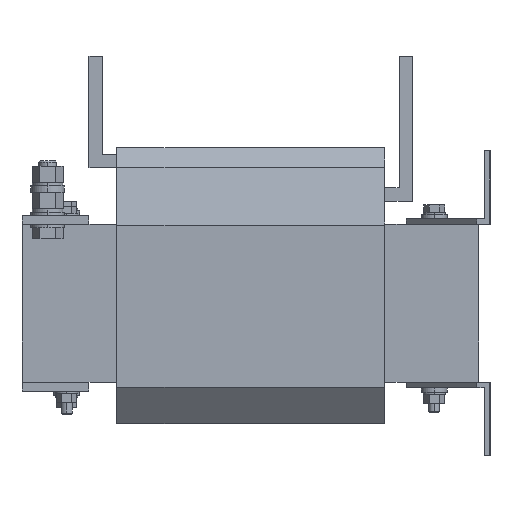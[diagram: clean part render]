
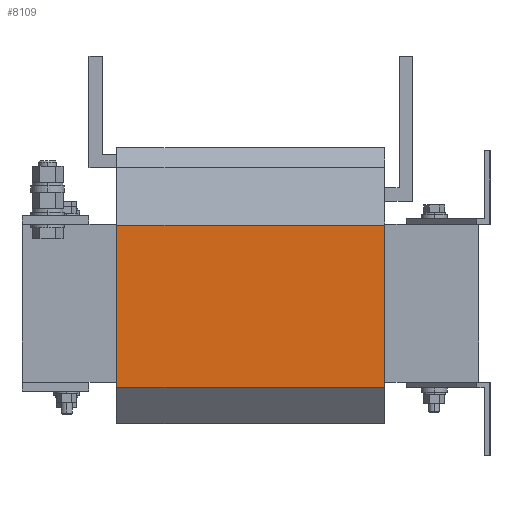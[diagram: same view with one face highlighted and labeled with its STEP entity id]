
A CAD part, left-side view. The second image highlights one B-rep face of the part: STEP entity #8109.
In plain terms, the highlighted planar face has unit normal (-1, 0, 0).
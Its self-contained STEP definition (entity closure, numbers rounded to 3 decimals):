
#308 = LINE ( 'NONE', #10345, #13651 ) ;
#335 = CARTESIAN_POINT ( 'NONE',  ( -224.55, -120., -66.75 ) ) ;
#2179 = CARTESIAN_POINT ( 'NONE',  ( -224.55, -120., 70.155 ) ) ;
#3645 = CARTESIAN_POINT ( 'NONE',  ( -224.55, 120., -75.203 ) ) ;
#4130 = CARTESIAN_POINT ( 'NONE',  ( -224.55, 120., -66.75 ) ) ;
#5251 = DIRECTION ( 'NONE',  ( 0., 0., 1. ) ) ;
#5263 = LINE ( 'NONE', #10353, #15631 ) ;
#5307 = CARTESIAN_POINT ( 'NONE',  ( -224.55, -120., -75.203 ) ) ;
#5935 = AXIS2_PLACEMENT_3D ( 'NONE', #4130, #6920, #9229 ) ;
#6041 = ORIENTED_EDGE ( 'NONE', *, *, #16080, .T. ) ;
#6081 = VECTOR ( 'NONE', #6420, 1000. ) ;
#6152 = VECTOR ( 'NONE', #13658, 1000. ) ;
#6420 = DIRECTION ( 'NONE',  ( 0., 0., 1. ) ) ;
#6770 = EDGE_CURVE ( 'NONE', #14931, #7856, #13738, .T. ) ;
#6920 = DIRECTION ( 'NONE',  ( 1., 0., 0. ) ) ;
#7434 = EDGE_CURVE ( 'NONE', #15083, #9791, #5263, .T. ) ;
#7856 = VERTEX_POINT ( 'NONE', #3645 ) ;
#8109 = ADVANCED_FACE ( 'Defeature ausgef�hrt3_19', ( #14487 ), #10719, .F. ) ;
#8905 = CARTESIAN_POINT ( 'NONE',  ( -224.55, 120., -75.203 ) ) ;
#9229 = DIRECTION ( 'NONE',  ( 0., 0., -1. ) ) ;
#9791 = VERTEX_POINT ( 'NONE', #11671 ) ;
#10163 = ORIENTED_EDGE ( 'NONE', *, *, #7434, .T. ) ;
#10345 = CARTESIAN_POINT ( 'NONE',  ( -224.55, 120., -66.75 ) ) ;
#10353 = CARTESIAN_POINT ( 'NONE',  ( -224.55, 120., 70.155 ) ) ;
#10719 = PLANE ( 'NONE',  #5935 ) ;
#11671 = CARTESIAN_POINT ( 'NONE',  ( -224.55, 120., 70.155 ) ) ;
#13651 = VECTOR ( 'NONE', #5251, 1000. ) ;
#13658 = DIRECTION ( 'NONE',  ( 0., 1., 0. ) ) ;
#13738 = LINE ( 'NONE', #8905, #6152 ) ;
#13992 = ORIENTED_EDGE ( 'NONE', *, *, #14477, .F. ) ;
#14391 = ORIENTED_EDGE ( 'NONE', *, *, #6770, .F. ) ;
#14477 = EDGE_CURVE ( 'NONE', #7856, #9791, #308, .T. ) ;
#14487 = FACE_OUTER_BOUND ( 'NONE', #15670, .T. ) ;
#14931 = VERTEX_POINT ( 'NONE', #5307 ) ;
#15083 = VERTEX_POINT ( 'NONE', #2179 ) ;
#15363 = DIRECTION ( 'NONE',  ( 0., 1., 0. ) ) ;
#15381 = LINE ( 'NONE', #335, #6081 ) ;
#15631 = VECTOR ( 'NONE', #15363, 1000. ) ;
#15670 = EDGE_LOOP ( 'NONE', ( #10163, #13992, #14391, #6041 ) ) ;
#16080 = EDGE_CURVE ( 'NONE', #14931, #15083, #15381, .T. ) ;
